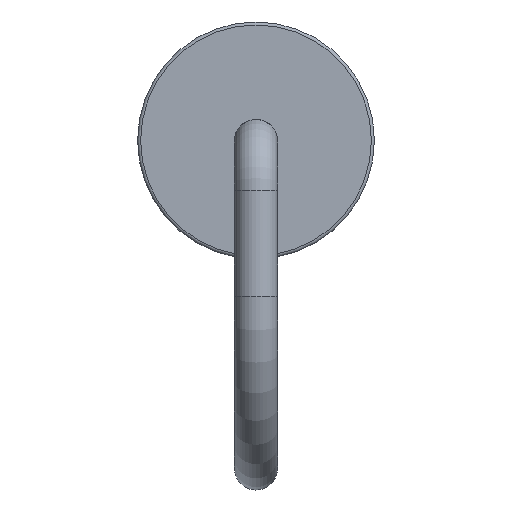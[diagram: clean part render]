
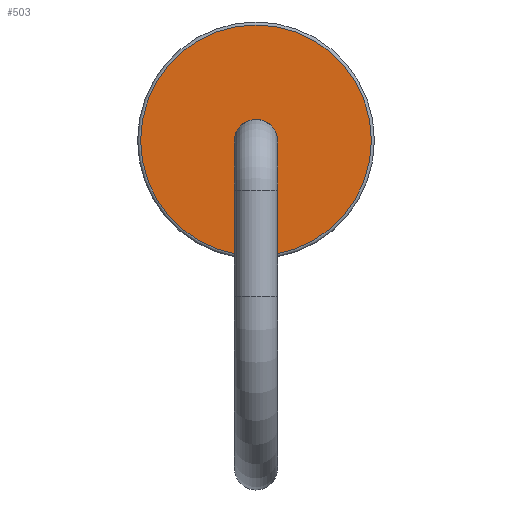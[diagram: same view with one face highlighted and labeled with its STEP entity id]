
A CAD part, front view. The second image highlights one B-rep face of the part: STEP entity #503.
In plain terms, the highlighted planar face has unit normal (0, -1, 0).
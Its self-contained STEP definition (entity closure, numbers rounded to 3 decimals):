
#482 = VERTEX_POINT('',#483);
#483 = CARTESIAN_POINT('',(2.68,2.,0.));
#492 = EDGE_CURVE('',#482,#482,#493,.T.);
#493 = CIRCLE('',#494,2.68);
#494 = AXIS2_PLACEMENT_3D('',#495,#496,#497);
#495 = CARTESIAN_POINT('',(0.,2.,0.));
#496 = DIRECTION('',(0.,-1.,0.));
#497 = DIRECTION('',(1.,0.,0.));
#503 = ADVANCED_FACE('',(#504,#507),#544,.F.);
#504 = FACE_BOUND('',#505,.F.);
#505 = EDGE_LOOP('',(#506));
#506 = ORIENTED_EDGE('',*,*,#492,.F.);
#507 = FACE_BOUND('',#508,.F.);
#508 = EDGE_LOOP('',(#509));
#509 = ORIENTED_EDGE('',*,*,#510,.T.);
#510 = EDGE_CURVE('',#511,#511,#513,.T.);
#511 = VERTEX_POINT('',#512);
#512 = CARTESIAN_POINT('',(0.5,2.,0.));
#513 = B_SPLINE_CURVE_WITH_KNOTS('',8,(#514,#515,#516,#517,#518,#519,
    #520,#521,#522,#523,#524,#525,#526,#527,#528,#529,#530,#531,#532,
    #533,#534,#535,#536,#537,#538,#539,#540,#541,#542,#543),
  .UNSPECIFIED.,.T.,.F.,(9,7,7,7,9),(0.,0.251,0.502,
    0.751,1.),.UNSPECIFIED.);
#514 = CARTESIAN_POINT('',(0.5,2.,0.));
#515 = CARTESIAN_POINT('',(0.5,2.,0.095));
#516 = CARTESIAN_POINT('',(0.478,2.,0.191));
#517 = CARTESIAN_POINT('',(0.433,2.,0.281));
#518 = CARTESIAN_POINT('',(0.369,2.,0.359));
#519 = CARTESIAN_POINT('',(0.287,2.,0.421));
#520 = CARTESIAN_POINT('',(0.194,2.,0.464));
#521 = CARTESIAN_POINT('',(0.095,2.,0.484));
#522 = CARTESIAN_POINT('',(-0.102,2.,0.483));
#523 = CARTESIAN_POINT('',(-0.2,2.,0.461));
#524 = CARTESIAN_POINT('',(-0.292,2.,0.418));
#525 = CARTESIAN_POINT('',(-0.373,2.,0.355));
#526 = CARTESIAN_POINT('',(-0.436,2.,0.276));
#527 = CARTESIAN_POINT('',(-0.48,2.,0.186));
#528 = CARTESIAN_POINT('',(-0.501,2.,0.09));
#529 = CARTESIAN_POINT('',(-0.499,2.,-0.1));
#530 = CARTESIAN_POINT('',(-0.476,2.,-0.194));
#531 = CARTESIAN_POINT('',(-0.431,2.,-0.283));
#532 = CARTESIAN_POINT('',(-0.366,2.,-0.361));
#533 = CARTESIAN_POINT('',(-0.285,2.,-0.422));
#534 = CARTESIAN_POINT('',(-0.193,2.,-0.464));
#535 = CARTESIAN_POINT('',(-0.095,2.,-0.484));
#536 = CARTESIAN_POINT('',(0.101,2.,-0.483));
#537 = CARTESIAN_POINT('',(0.199,2.,-0.462));
#538 = CARTESIAN_POINT('',(0.29,2.,-0.419));
#539 = CARTESIAN_POINT('',(0.371,2.,-0.356));
#540 = CARTESIAN_POINT('',(0.434,2.,-0.278));
#541 = CARTESIAN_POINT('',(0.478,2.,-0.189));
#542 = CARTESIAN_POINT('',(0.5,2.,-0.095));
#543 = CARTESIAN_POINT('',(0.5,2.,0.));
#544 = PLANE('',#545);
#545 = AXIS2_PLACEMENT_3D('',#546,#547,#548);
#546 = CARTESIAN_POINT('',(0.,2.,0.));
#547 = DIRECTION('',(0.,1.,0.));
#548 = DIRECTION('',(0.,0.,1.));
